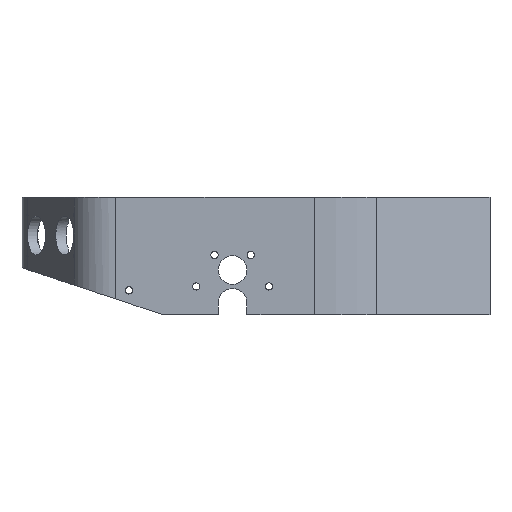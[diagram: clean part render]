
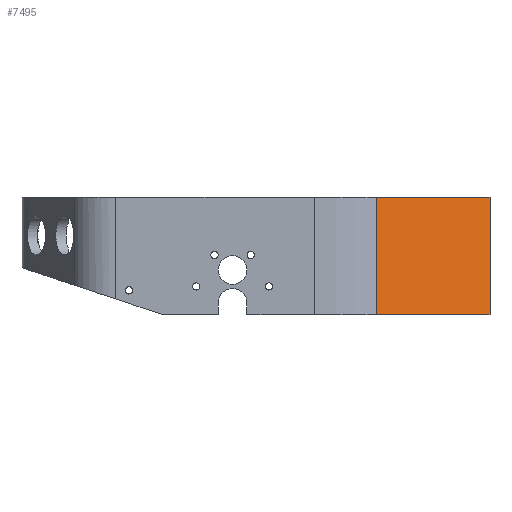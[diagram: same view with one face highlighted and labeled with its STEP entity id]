
A CAD part, left-side view. The second image highlights one B-rep face of the part: STEP entity #7495.
In plain terms, the highlighted planar face has unit normal (-0.897, -0.441, 0).
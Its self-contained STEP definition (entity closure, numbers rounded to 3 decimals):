
#960 = PLANE('',#961);
#961 = AXIS2_PLACEMENT_3D('',#962,#963,#964);
#962 = CARTESIAN_POINT('',(-50.441,5.858,5.));
#963 = DIRECTION('',(0.,0.,1.));
#964 = DIRECTION('',(1.,0.,0.));
#3076 = PLANE('',#3077);
#3077 = AXIS2_PLACEMENT_3D('',#3078,#3079,#3080);
#3078 = CARTESIAN_POINT('',(-50.441,5.858,55.));
#3079 = DIRECTION('',(0.,0.,1.));
#3080 = DIRECTION('',(1.,0.,0.));
#3459 = VERTEX_POINT('',#3460);
#3460 = CARTESIAN_POINT('',(-93.851,-51.46,5.));
#3475 = CYLINDRICAL_SURFACE('',#3476,60.);
#3476 = AXIS2_PLACEMENT_3D('',#3477,#3478,#3479);
#3477 = CARTESIAN_POINT('',(-40.,-25.,5.));
#3478 = DIRECTION('',(-0.,-0.,-1.));
#3479 = DIRECTION('',(1.,0.,0.));
#3487 = EDGE_CURVE('',#3459,#3488,#3490,.T.);
#3488 = VERTEX_POINT('',#3489);
#3489 = CARTESIAN_POINT('',(-70.,-100.,5.));
#3490 = SURFACE_CURVE('',#3491,(#3495,#3502),.PCURVE_S1.);
#3491 = LINE('',#3492,#3493);
#3492 = CARTESIAN_POINT('',(-93.851,-51.46,5.));
#3493 = VECTOR('',#3494,1.);
#3494 = DIRECTION('',(0.441,-0.898,0.));
#3495 = PCURVE('',#960,#3496);
#3496 = DEFINITIONAL_REPRESENTATION('',(#3497),#3501);
#3497 = LINE('',#3498,#3499);
#3498 = CARTESIAN_POINT('',(-43.409,-57.318));
#3499 = VECTOR('',#3500,1.);
#3500 = DIRECTION('',(0.441,-0.898));
#3501 = ( GEOMETRIC_REPRESENTATION_CONTEXT(2) 
PARAMETRIC_REPRESENTATION_CONTEXT() REPRESENTATION_CONTEXT('2D SPACE',''
  ) );
#3502 = PCURVE('',#3503,#3508);
#3503 = PLANE('',#3504);
#3504 = AXIS2_PLACEMENT_3D('',#3505,#3506,#3507);
#3505 = CARTESIAN_POINT('',(-93.851,-51.46,5.));
#3506 = DIRECTION('',(0.898,0.441,0.));
#3507 = DIRECTION('',(0.441,-0.898,0.));
#3508 = DEFINITIONAL_REPRESENTATION('',(#3509),#3513);
#3509 = LINE('',#3510,#3511);
#3510 = CARTESIAN_POINT('',(0.,0.));
#3511 = VECTOR('',#3512,1.);
#3512 = DIRECTION('',(1.,0.));
#3513 = ( GEOMETRIC_REPRESENTATION_CONTEXT(2) 
PARAMETRIC_REPRESENTATION_CONTEXT() REPRESENTATION_CONTEXT('2D SPACE',''
  ) );
#3531 = PLANE('',#3532);
#3532 = AXIS2_PLACEMENT_3D('',#3533,#3534,#3535);
#3533 = CARTESIAN_POINT('',(-70.,-100.,5.));
#3534 = DIRECTION('',(0.,1.,0.));
#3535 = DIRECTION('',(1.,0.,0.));
#5479 = VERTEX_POINT('',#5480);
#5480 = CARTESIAN_POINT('',(-93.851,-51.46,55.));
#5502 = EDGE_CURVE('',#5479,#5503,#5505,.T.);
#5503 = VERTEX_POINT('',#5504);
#5504 = CARTESIAN_POINT('',(-70.,-100.,55.));
#5505 = SURFACE_CURVE('',#5506,(#5510,#5517),.PCURVE_S1.);
#5506 = LINE('',#5507,#5508);
#5507 = CARTESIAN_POINT('',(-93.851,-51.46,55.));
#5508 = VECTOR('',#5509,1.);
#5509 = DIRECTION('',(0.441,-0.898,0.));
#5510 = PCURVE('',#3076,#5511);
#5511 = DEFINITIONAL_REPRESENTATION('',(#5512),#5516);
#5512 = LINE('',#5513,#5514);
#5513 = CARTESIAN_POINT('',(-43.409,-57.318));
#5514 = VECTOR('',#5515,1.);
#5515 = DIRECTION('',(0.441,-0.898));
#5516 = ( GEOMETRIC_REPRESENTATION_CONTEXT(2) 
PARAMETRIC_REPRESENTATION_CONTEXT() REPRESENTATION_CONTEXT('2D SPACE',''
  ) );
#5517 = PCURVE('',#3503,#5518);
#5518 = DEFINITIONAL_REPRESENTATION('',(#5519),#5523);
#5519 = LINE('',#5520,#5521);
#5520 = CARTESIAN_POINT('',(0.,-50.));
#5521 = VECTOR('',#5522,1.);
#5522 = DIRECTION('',(1.,0.));
#5523 = ( GEOMETRIC_REPRESENTATION_CONTEXT(2) 
PARAMETRIC_REPRESENTATION_CONTEXT() REPRESENTATION_CONTEXT('2D SPACE',''
  ) );
#7302 = EDGE_CURVE('',#3488,#5503,#7303,.T.);
#7303 = SURFACE_CURVE('',#7304,(#7308,#7315),.PCURVE_S1.);
#7304 = LINE('',#7305,#7306);
#7305 = CARTESIAN_POINT('',(-70.,-100.,5.));
#7306 = VECTOR('',#7307,1.);
#7307 = DIRECTION('',(0.,0.,1.));
#7308 = PCURVE('',#3531,#7309);
#7309 = DEFINITIONAL_REPRESENTATION('',(#7310),#7314);
#7310 = LINE('',#7311,#7312);
#7311 = CARTESIAN_POINT('',(0.,0.));
#7312 = VECTOR('',#7313,1.);
#7313 = DIRECTION('',(0.,-1.));
#7314 = ( GEOMETRIC_REPRESENTATION_CONTEXT(2) 
PARAMETRIC_REPRESENTATION_CONTEXT() REPRESENTATION_CONTEXT('2D SPACE',''
  ) );
#7315 = PCURVE('',#3503,#7316);
#7316 = DEFINITIONAL_REPRESENTATION('',(#7317),#7321);
#7317 = LINE('',#7318,#7319);
#7318 = CARTESIAN_POINT('',(54.083,0.));
#7319 = VECTOR('',#7320,1.);
#7320 = DIRECTION('',(0.,-1.));
#7321 = ( GEOMETRIC_REPRESENTATION_CONTEXT(2) 
PARAMETRIC_REPRESENTATION_CONTEXT() REPRESENTATION_CONTEXT('2D SPACE',''
  ) );
#7495 = ADVANCED_FACE('',(#7496),#3503,.F.);
#7496 = FACE_BOUND('',#7497,.F.);
#7497 = EDGE_LOOP('',(#7498,#7519,#7520,#7521));
#7498 = ORIENTED_EDGE('',*,*,#7499,.T.);
#7499 = EDGE_CURVE('',#3459,#5479,#7500,.T.);
#7500 = SURFACE_CURVE('',#7501,(#7505,#7512),.PCURVE_S1.);
#7501 = LINE('',#7502,#7503);
#7502 = CARTESIAN_POINT('',(-93.851,-51.46,5.));
#7503 = VECTOR('',#7504,1.);
#7504 = DIRECTION('',(0.,0.,1.));
#7505 = PCURVE('',#3503,#7506);
#7506 = DEFINITIONAL_REPRESENTATION('',(#7507),#7511);
#7507 = LINE('',#7508,#7509);
#7508 = CARTESIAN_POINT('',(0.,0.));
#7509 = VECTOR('',#7510,1.);
#7510 = DIRECTION('',(0.,-1.));
#7511 = ( GEOMETRIC_REPRESENTATION_CONTEXT(2) 
PARAMETRIC_REPRESENTATION_CONTEXT() REPRESENTATION_CONTEXT('2D SPACE',''
  ) );
#7512 = PCURVE('',#3475,#7513);
#7513 = DEFINITIONAL_REPRESENTATION('',(#7514),#7518);
#7514 = LINE('',#7515,#7516);
#7515 = CARTESIAN_POINT('',(-3.598,0.));
#7516 = VECTOR('',#7517,1.);
#7517 = DIRECTION('',(-0.,-1.));
#7518 = ( GEOMETRIC_REPRESENTATION_CONTEXT(2) 
PARAMETRIC_REPRESENTATION_CONTEXT() REPRESENTATION_CONTEXT('2D SPACE',''
  ) );
#7519 = ORIENTED_EDGE('',*,*,#5502,.T.);
#7520 = ORIENTED_EDGE('',*,*,#7302,.F.);
#7521 = ORIENTED_EDGE('',*,*,#3487,.F.);
